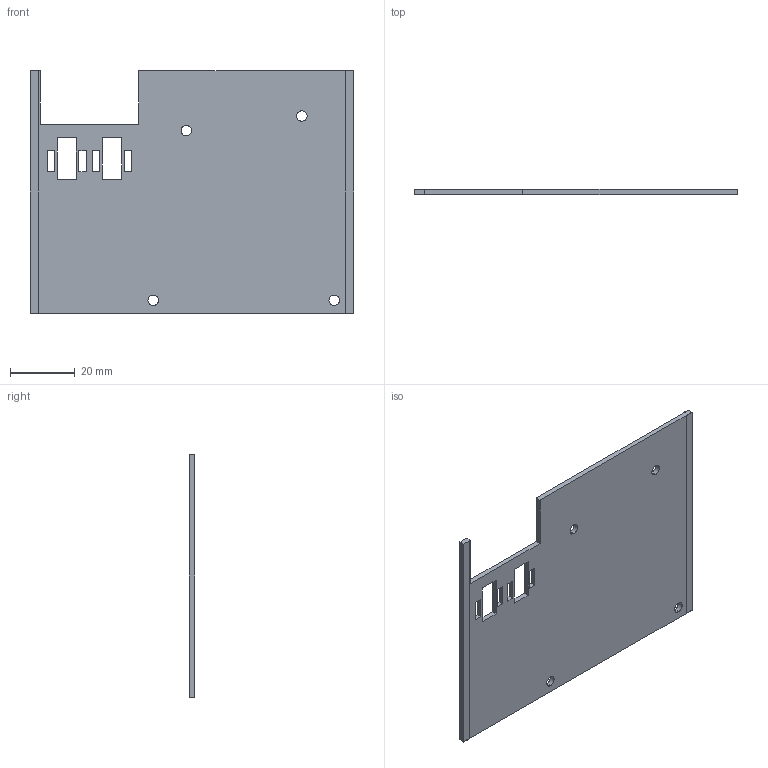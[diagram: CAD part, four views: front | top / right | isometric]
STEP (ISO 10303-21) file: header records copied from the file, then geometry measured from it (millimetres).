
FILE_DESCRIPTION (( 'STEP AP214' ), '1' );
FILE_NAME ('SCROD.revA2.STEP', '2012-12-27T20:36:47', ( '' ), ( '' ), 'SwSTEP 2.0', 'SolidWorks 2012', '' );
FILE_SCHEMA (( 'AUTOMOTIVE_DESIGN' ));
Length unit declared in the file: millimetre
Products named in the file (1): SCROD.revA2
Bounding box: 100 x 1.64 x 75 mm (x, y, z)
Volume: 10737.7 mm3; surface area: 15922.7 mm2
Topology: 5 solids, 5 shells, 66 faces, 168 edges, 112 vertices
Faces by surface type: plane 58, cylinder 8
Entity records: 2364 total; most frequent: CARTESIAN_POINT 347, ORIENTED_EDGE 336, DIRECTION 318, EDGE_CURVE 168, LINE 152, VECTOR 152, VERTEX_POINT 112, EDGE_LOOP 86
